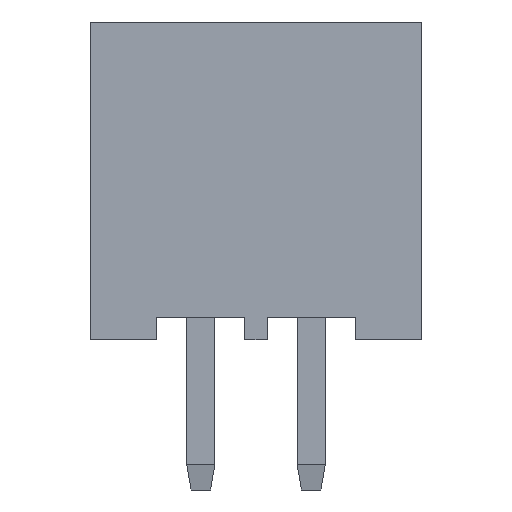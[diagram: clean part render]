
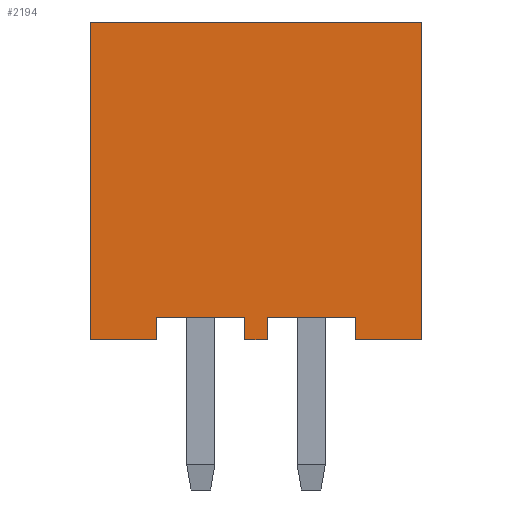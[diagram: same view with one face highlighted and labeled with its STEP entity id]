
A CAD part, front view. The second image highlights one B-rep face of the part: STEP entity #2194.
In plain terms, the highlighted planar face has unit normal (0, -1, 0).
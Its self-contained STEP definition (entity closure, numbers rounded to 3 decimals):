
#16 = CARTESIAN_POINT ( 'NONE',  ( -17.75, -2.85, 0.5 ) ) ;
#19 = DIRECTION ( 'NONE',  ( 1., 0., 0. ) ) ;
#51 = LINE ( 'NONE', #1454, #195 ) ;
#77 = EDGE_CURVE ( 'NONE', #2463, #1247, #2505, .T. ) ;
#85 = VERTEX_POINT ( 'NONE', #1521 ) ;
#117 = EDGE_CURVE ( 'NONE', #2036, #1139, #1551, .T. ) ;
#124 = VERTEX_POINT ( 'NONE', #561 ) ;
#133 = EDGE_CURVE ( 'NONE', #2298, #1867, #740, .T. ) ;
#195 = VECTOR ( 'NONE', #1440, 1000. ) ;
#196 = CARTESIAN_POINT ( 'NONE',  ( -19.75, -2.85, 0.5 ) ) ;
#210 = DIRECTION ( 'NONE',  ( -1., 0., 0. ) ) ;
#227 = ORIENTED_EDGE ( 'NONE', *, *, #1011, .T. ) ;
#237 = VECTOR ( 'NONE', #210, 1000. ) ;
#242 = LINE ( 'NONE', #16, #237 ) ;
#361 = VECTOR ( 'NONE', #1580, 1000. ) ;
#372 = VECTOR ( 'NONE', #2173, 1000. ) ;
#459 = EDGE_CURVE ( 'NONE', #1678, #2298, #1013, .T. ) ;
#494 = ORIENTED_EDGE ( 'NONE', *, *, #117, .F. ) ;
#497 = ORIENTED_EDGE ( 'NONE', *, *, #722, .T. ) ;
#525 = VECTOR ( 'NONE', #2353, 1000. ) ;
#532 = CARTESIAN_POINT ( 'NONE',  ( -17.25, -2.85, 0.5 ) ) ;
#542 = CARTESIAN_POINT ( 'NONE',  ( -15.25, -2.85, 0. ) ) ;
#561 = CARTESIAN_POINT ( 'NONE',  ( -21.25, -2.85, 0. ) ) ;
#594 = ORIENTED_EDGE ( 'NONE', *, *, #1728, .T. ) ;
#652 = LINE ( 'NONE', #2071, #1070 ) ;
#657 = DIRECTION ( 'NONE',  ( 1., 0., 0. ) ) ;
#659 = ORIENTED_EDGE ( 'NONE', *, *, #1257, .F. ) ;
#663 = EDGE_CURVE ( 'NONE', #1678, #2036, #51, .T. ) ;
#688 = VECTOR ( 'NONE', #2357, 1000. ) ;
#719 = LINE ( 'NONE', #2075, #1530 ) ;
#722 = EDGE_CURVE ( 'NONE', #1663, #2305, #719, .T. ) ;
#740 = LINE ( 'NONE', #1361, #525 ) ;
#751 = ORIENTED_EDGE ( 'NONE', *, *, #1634, .F. ) ;
#755 = CARTESIAN_POINT ( 'NONE',  ( -13.75, -2.85, 0. ) ) ;
#759 = ORIENTED_EDGE ( 'NONE', *, *, #926, .F. ) ;
#764 = DIRECTION ( 'NONE',  ( 0., 1., 0. ) ) ;
#828 = CARTESIAN_POINT ( 'NONE',  ( -13.75, -2.85, 7.2 ) ) ;
#926 = EDGE_CURVE ( 'NONE', #1351, #85, #1359, .T. ) ;
#970 = VECTOR ( 'NONE', #19, 1000. ) ;
#978 = LINE ( 'NONE', #828, #1902 ) ;
#983 = VECTOR ( 'NONE', #1727, 1000. ) ;
#988 = CARTESIAN_POINT ( 'NONE',  ( -21.25, -2.85, 0. ) ) ;
#1011 = EDGE_CURVE ( 'NONE', #1351, #124, #652, .T. ) ;
#1013 = LINE ( 'NONE', #2185, #688 ) ;
#1014 = CARTESIAN_POINT ( 'NONE',  ( -17.75, -2.85, 0.5 ) ) ;
#1070 = VECTOR ( 'NONE', #1284, 1000. ) ;
#1119 = CARTESIAN_POINT ( 'NONE',  ( -19.75, -2.85, 0.5 ) ) ;
#1138 = ORIENTED_EDGE ( 'NONE', *, *, #133, .T. ) ;
#1139 = VERTEX_POINT ( 'NONE', #2497 ) ;
#1247 = VERTEX_POINT ( 'NONE', #2569 ) ;
#1257 = EDGE_CURVE ( 'NONE', #1663, #2463, #242, .T. ) ;
#1284 = DIRECTION ( 'NONE',  ( 0., 0., -1. ) ) ;
#1343 = PLANE ( 'NONE',  #2460 ) ;
#1351 = VERTEX_POINT ( 'NONE', #2455 ) ;
#1357 = FACE_OUTER_BOUND ( 'NONE', #2207, .T. ) ;
#1359 = LINE ( 'NONE', #2370, #372 ) ;
#1361 = CARTESIAN_POINT ( 'NONE',  ( -56.25, -2.85, 0. ) ) ;
#1394 = ORIENTED_EDGE ( 'NONE', *, *, #663, .F. ) ;
#1440 = DIRECTION ( 'NONE',  ( -1., 0., 0. ) ) ;
#1454 = CARTESIAN_POINT ( 'NONE',  ( -15.25, -2.85, 0.5 ) ) ;
#1521 = CARTESIAN_POINT ( 'NONE',  ( -13.75, -2.85, 7.2 ) ) ;
#1530 = VECTOR ( 'NONE', #1725, 1000. ) ;
#1551 = LINE ( 'NONE', #532, #361 ) ;
#1580 = DIRECTION ( 'NONE',  ( 0., 0., -1. ) ) ;
#1614 = VECTOR ( 'NONE', #657, 1000. ) ;
#1634 = EDGE_CURVE ( 'NONE', #85, #1867, #978, .T. ) ;
#1649 = CARTESIAN_POINT ( 'NONE',  ( -56.25, -2.85, 0. ) ) ;
#1663 = VERTEX_POINT ( 'NONE', #1014 ) ;
#1678 = VERTEX_POINT ( 'NONE', #1994 ) ;
#1709 = CARTESIAN_POINT ( 'NONE',  ( -17.75, -2.85, 0. ) ) ;
#1725 = DIRECTION ( 'NONE',  ( 0., 0., -1. ) ) ;
#1727 = DIRECTION ( 'NONE',  ( 0., 0., -1. ) ) ;
#1728 = EDGE_CURVE ( 'NONE', #2305, #1139, #2038, .T. ) ;
#1740 = DIRECTION ( 'NONE',  ( 0., 0., 1. ) ) ;
#1867 = VERTEX_POINT ( 'NONE', #755 ) ;
#1902 = VECTOR ( 'NONE', #2013, 1000. ) ;
#1994 = CARTESIAN_POINT ( 'NONE',  ( -15.25, -2.85, 0.5 ) ) ;
#2013 = DIRECTION ( 'NONE',  ( 0., 0., -1. ) ) ;
#2036 = VERTEX_POINT ( 'NONE', #2351 ) ;
#2038 = LINE ( 'NONE', #1649, #1614 ) ;
#2071 = CARTESIAN_POINT ( 'NONE',  ( -21.25, -2.85, 7.2 ) ) ;
#2075 = CARTESIAN_POINT ( 'NONE',  ( -17.75, -2.85, 0.5 ) ) ;
#2173 = DIRECTION ( 'NONE',  ( 1., 0., 0. ) ) ;
#2185 = CARTESIAN_POINT ( 'NONE',  ( -15.25, -2.85, 0.5 ) ) ;
#2194 = ADVANCED_FACE ( 'NONE', ( #1357 ), #1343, .F. ) ;
#2207 = EDGE_LOOP ( 'NONE', ( #759, #227, #2459, #2365, #659, #497, #594, #494, #1394, #2482, #1138, #751 ) ) ;
#2298 = VERTEX_POINT ( 'NONE', #542 ) ;
#2305 = VERTEX_POINT ( 'NONE', #1709 ) ;
#2334 = CARTESIAN_POINT ( 'NONE',  ( -56.25, -2.85, 7.2 ) ) ;
#2351 = CARTESIAN_POINT ( 'NONE',  ( -17.25, -2.85, 0.5 ) ) ;
#2353 = DIRECTION ( 'NONE',  ( 1., 0., 0. ) ) ;
#2357 = DIRECTION ( 'NONE',  ( 0., 0., -1. ) ) ;
#2365 = ORIENTED_EDGE ( 'NONE', *, *, #77, .F. ) ;
#2370 = CARTESIAN_POINT ( 'NONE',  ( -56.25, -2.85, 7.2 ) ) ;
#2392 = LINE ( 'NONE', #988, #970 ) ;
#2455 = CARTESIAN_POINT ( 'NONE',  ( -21.25, -2.85, 7.2 ) ) ;
#2459 = ORIENTED_EDGE ( 'NONE', *, *, #2559, .T. ) ;
#2460 = AXIS2_PLACEMENT_3D ( 'NONE', #2334, #764, #1740 ) ;
#2463 = VERTEX_POINT ( 'NONE', #196 ) ;
#2482 = ORIENTED_EDGE ( 'NONE', *, *, #459, .T. ) ;
#2497 = CARTESIAN_POINT ( 'NONE',  ( -17.25, -2.85, 0. ) ) ;
#2505 = LINE ( 'NONE', #1119, #983 ) ;
#2559 = EDGE_CURVE ( 'NONE', #124, #1247, #2392, .T. ) ;
#2569 = CARTESIAN_POINT ( 'NONE',  ( -19.75, -2.85, 0. ) ) ;
